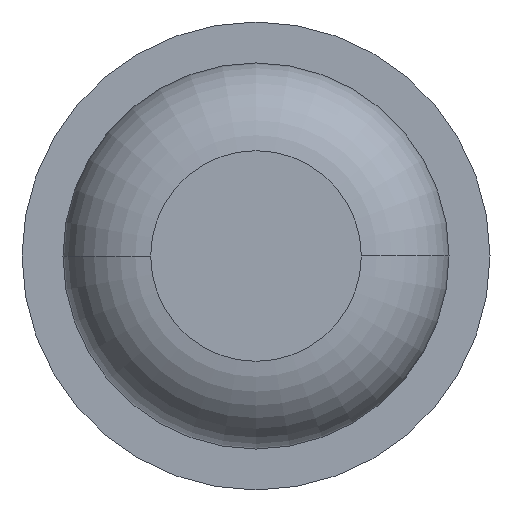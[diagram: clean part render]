
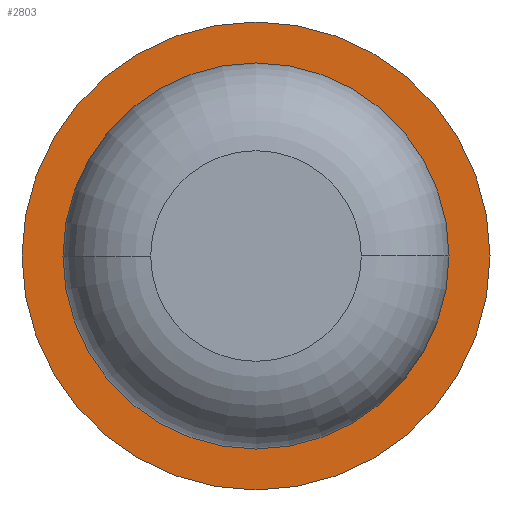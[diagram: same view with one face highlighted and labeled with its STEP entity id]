
A CAD part, front view. The second image highlights one B-rep face of the part: STEP entity #2803.
In plain terms, the highlighted planar face has unit normal (0, -1, 0).
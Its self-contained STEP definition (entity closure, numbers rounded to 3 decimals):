
#34 = ORIENTED_EDGE ( 'NONE', *, *, #1892, .F. ) ;
#71 = CIRCLE ( 'NONE', #220, 1. ) ;
#96 = CARTESIAN_POINT ( 'NONE',  ( 1., -6., 0. ) ) ;
#152 = EDGE_LOOP ( 'NONE', ( #327, #4257 ) ) ;
#220 = AXIS2_PLACEMENT_3D ( 'NONE', #2557, #1883, #4397 ) ;
#314 = PLANE ( 'NONE',  #399 ) ;
#327 = ORIENTED_EDGE ( 'NONE', *, *, #2837, .T. ) ;
#399 = AXIS2_PLACEMENT_3D ( 'NONE', #2036, #994, #4499 ) ;
#402 = CIRCLE ( 'NONE', #854, 1. ) ;
#548 = AXIS2_PLACEMENT_3D ( 'NONE', #3751, #1299, #4513 ) ;
#598 = AXIS2_PLACEMENT_3D ( 'NONE', #2885, #3276, #1140 ) ;
#854 = AXIS2_PLACEMENT_3D ( 'NONE', #3517, #1758, #3836 ) ;
#994 = DIRECTION ( 'NONE',  ( 0., 1., 0. ) ) ;
#1036 = VERTEX_POINT ( 'NONE', #3625 ) ;
#1066 = EDGE_LOOP ( 'NONE', ( #1939, #34 ) ) ;
#1140 = DIRECTION ( 'NONE',  ( -1., 0., 0. ) ) ;
#1299 = DIRECTION ( 'NONE',  ( 0., 1., 0. ) ) ;
#1758 = DIRECTION ( 'NONE',  ( 0., 1., 0. ) ) ;
#1783 = VERTEX_POINT ( 'NONE', #96 ) ;
#1883 = DIRECTION ( 'NONE',  ( 0., 1., 0. ) ) ;
#1892 = EDGE_CURVE ( 'Defeature ausgef�hrt1_8+Defeature ausgef�hrt1_7+Defeature ausgef�hrt1_7+Defeature ausgef�hrt1_7', #1783, #4139, #402, .T. ) ;
#1939 = ORIENTED_EDGE ( 'NONE', *, *, #3604, .F. ) ;
#2036 = CARTESIAN_POINT ( 'NONE',  ( 0.825, -6., 0. ) ) ;
#2557 = CARTESIAN_POINT ( 'NONE',  ( 0., -6., 0. ) ) ;
#2699 = CARTESIAN_POINT ( 'NONE',  ( 0.825, -6., 0. ) ) ;
#2803 = ADVANCED_FACE ( 'Defeature ausgef�hrt1_7', ( #3772, #2955 ), #314, .F. ) ;
#2837 = EDGE_CURVE ( 'Defeature ausgef�hrt1_7+Defeature ausgef�hrt1_0+Defeature ausgef�hrt1_0+Defeature ausgef�hrt1_0', #1036, #3739, #4388, .T. ) ;
#2846 = CIRCLE ( 'NONE', #598, 0.825 ) ;
#2885 = CARTESIAN_POINT ( 'NONE',  ( 0., -6., 0. ) ) ;
#2955 = FACE_BOUND ( 'NONE', #152, .T. ) ;
#3276 = DIRECTION ( 'NONE',  ( 0., 1., 0. ) ) ;
#3517 = CARTESIAN_POINT ( 'NONE',  ( 0., -6., 0. ) ) ;
#3604 = EDGE_CURVE ( 'Defeature ausgef�hrt1_8+Defeature ausgef�hrt1_7+Defeature ausgef�hrt1_7+Defeature ausgef�hrt1_7', #4139, #1783, #71, .T. ) ;
#3625 = CARTESIAN_POINT ( 'NONE',  ( -0.825, -6., 0. ) ) ;
#3739 = VERTEX_POINT ( 'NONE', #2699 ) ;
#3751 = CARTESIAN_POINT ( 'NONE',  ( 0., -6., 0. ) ) ;
#3772 = FACE_OUTER_BOUND ( 'NONE', #1066, .T. ) ;
#3836 = DIRECTION ( 'NONE',  ( -1., 0., 0. ) ) ;
#3998 = CARTESIAN_POINT ( 'NONE',  ( -1., -6., 0. ) ) ;
#4062 = EDGE_CURVE ( 'Defeature ausgef�hrt1_7+Defeature ausgef�hrt1_0+Defeature ausgef�hrt1_0+Defeature ausgef�hrt1_0', #3739, #1036, #2846, .T. ) ;
#4139 = VERTEX_POINT ( 'NONE', #3998 ) ;
#4257 = ORIENTED_EDGE ( 'NONE', *, *, #4062, .T. ) ;
#4388 = CIRCLE ( 'NONE', #548, 0.825 ) ;
#4397 = DIRECTION ( 'NONE',  ( -1., 0., 0. ) ) ;
#4499 = DIRECTION ( 'NONE',  ( -1., 0., 0. ) ) ;
#4513 = DIRECTION ( 'NONE',  ( -1., 0., 0. ) ) ;
